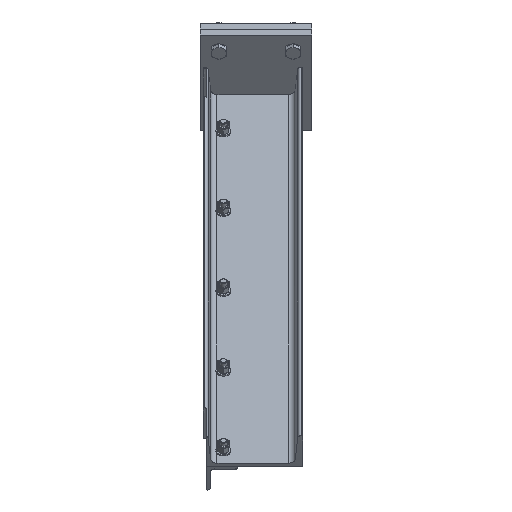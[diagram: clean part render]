
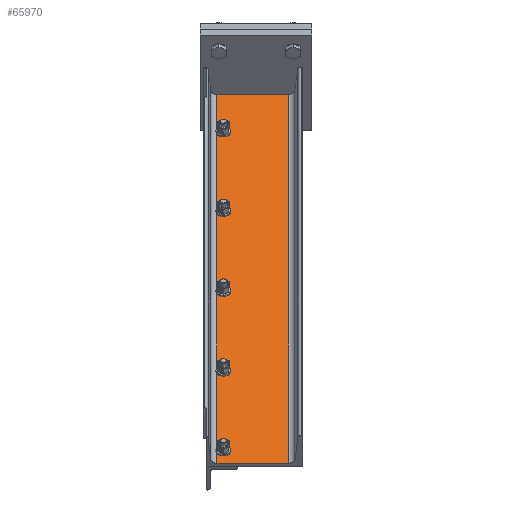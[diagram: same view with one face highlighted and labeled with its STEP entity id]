
A CAD part, left-side view. The second image highlights one B-rep face of the part: STEP entity #65970.
In plain terms, the highlighted face is planar.
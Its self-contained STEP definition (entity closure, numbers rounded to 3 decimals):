
#58070=CARTESIAN_POINT('',(-25.,-47.848,0.));
#58080=VERTEX_POINT('',#58070);
#58110=CARTESIAN_POINT('',(-25.,-47.848,0.));
#58120=DIRECTION('',(0.,1.,0.));
#58130=VECTOR('',#58120,115.696);
#58140=LINE('',#58110,#58130);
#58150=CARTESIAN_POINT('',(-25.,67.848,0.));
#58160=VERTEX_POINT('',#58150);
#58170=EDGE_CURVE('',#58080,#58160,#58140,.T.);
#60190=CARTESIAN_POINT('',(-25.,67.848,923.858));
#60200=VERTEX_POINT('',#60190);
#60230=CARTESIAN_POINT('',(-25.,-47.848,923.858));
#60240=DIRECTION('',(0.,1.,0.));
#60250=VECTOR('',#60240,115.696);
#60260=LINE('',#60230,#60250);
#60270=CARTESIAN_POINT('',(-25.,-47.848,923.858));
#60280=VERTEX_POINT('',#60270);
#60290=EDGE_CURVE('',#60280,#60200,#60260,.T.);
#64380=CARTESIAN_POINT('',(-25.,-47.848,-0.105));
#64390=DIRECTION('',(0.,0.,1.));
#64400=VECTOR('',#64390,1.);
#64410=LINE('',#64380,#64400);
#64420=EDGE_CURVE('',#58080,#60280,#64410,.T.);
#64500=CARTESIAN_POINT('',(-25.,-57.469,0.));
#64510=DIRECTION('',(1.,0.,0.));
#64520=DIRECTION('',(0.,1.,0.));
#64530=AXIS2_PLACEMENT_3D('',#64500,#64510,#64520);
#64540=PLANE('',#64530);
#64550=CARTESIAN_POINT('',(-25.,67.848,0.));
#64560=DIRECTION('',(0.,0.,1.));
#64570=VECTOR('',#64560,923.858);
#64580=LINE('',#64550,#64570);
#64590=EDGE_CURVE('',#58160,#60200,#64580,.T.);
#64600=ORIENTED_EDGE('',*,*,#64590,.T.);
#64610=ORIENTED_EDGE('',*,*,#58170,.T.);
#64620=ORIENTED_EDGE('',*,*,#64420,.F.);
#64630=ORIENTED_EDGE('',*,*,#60290,.F.);
#64640=EDGE_LOOP('',(#64630,#64620,#64610,#64600));
#64650=FACE_OUTER_BOUND('',#64640,.T.);
#64660=CARTESIAN_POINT('',(-25.,57.5,893.679)
);
#64670=DIRECTION('',(1.,0.,
0.));
#64680=DIRECTION('',(0.,0.,
1.));
#64690=AXIS2_PLACEMENT_3D('',#64660,#64670,#64680);
#64700=CIRCLE('',#64690,6.5);
#64710=CARTESIAN_POINT('',(-25.,57.5,
900.179));
#64720=VERTEX_POINT('',#64710);
#64730=CARTESIAN_POINT('',(-25.,57.5,
887.179));
#64740=VERTEX_POINT('',#64730);
#64750=EDGE_CURVE('',#64720,#64740,#64700,.T.);
#64760=ORIENTED_EDGE('',*,*,#64750,.F.);
#64770=EDGE_CURVE('',#64740,#64720,#64700,.T.);
#64780=ORIENTED_EDGE('',*,*,#64770,.F.);
#64790=EDGE_LOOP('',(#64780,#64760));
#64800=FACE_BOUND('',#64790,.T.);
#64810=CARTESIAN_POINT('',(-25.,57.5,693.679
));
#64820=DIRECTION('',(1.,0.,
0.));
#64830=DIRECTION('',(0.,0.,
1.));
#64840=AXIS2_PLACEMENT_3D('',#64810,#64820,#64830);
#64850=CIRCLE('',#64840,6.5);
#64860=CARTESIAN_POINT('',(-25.,57.5,700.179));
#64870=VERTEX_POINT('',#64860);
#64880=CARTESIAN_POINT('',(-25.,57.5,687.179));
#64890=VERTEX_POINT('',#64880);
#64900=EDGE_CURVE('',#64870,#64890,#64850,.T.);
#64910=ORIENTED_EDGE('',*,*,#64900,.F.);
#64920=CARTESIAN_POINT('',(-25.,57.5,687.179));
#64930=CARTESIAN_POINT('',(-25.,58.266,687.179));
#64940=CARTESIAN_POINT('',(-25.,59.921,687.456));
#64950=CARTESIAN_POINT('',(-25.,62.234,688.947));
#64960=CARTESIAN_POINT('',(-25.,63.473,690.869));
#64970=CARTESIAN_POINT('',(-25.,63.931,692.505));
#64980=CARTESIAN_POINT('',(-25.,64.034,693.679));
#64990=CARTESIAN_POINT('',(-25.,63.931,694.853));
#65000=CARTESIAN_POINT('',(-25.,63.473,696.489));
#65010=CARTESIAN_POINT('',(-25.,62.234,698.411));
#65020=CARTESIAN_POINT('',(-25.,59.921,699.902));
#65030=CARTESIAN_POINT('',(-25.,58.266,700.179));
#65040=CARTESIAN_POINT('',(-25.,57.5,700.179));
#65050=B_SPLINE_CURVE_WITH_KNOTS('',3,(#64920,#64930,#64940,#64950,
#64960,#64970,#64980,#64990,#65000,#65010,#65020,#65030,#65040),
.UNSPECIFIED.,.F.,.F.,(4,1,1,1,1,1,1,1,1,1,4),(0.,0.125,0.25,0.375,
0.438,0.5,0.563,0.625,0.75,0.875,1.),.UNSPECIFIED.);
#65060=EDGE_CURVE('',#64890,#64870,#65050,.T.);
#65070=ORIENTED_EDGE('',*,*,#65060,.F.);
#65080=EDGE_LOOP('',(#65070,#64910));
#65090=FACE_BOUND('',#65080,.T.);
#65100=CARTESIAN_POINT('',(-25.,57.5,493.679
));
#65110=DIRECTION('',(1.,0.,
0.));
#65120=DIRECTION('',(0.,0.,
1.));
#65130=AXIS2_PLACEMENT_3D('',#65100,#65110,#65120);
#65140=CIRCLE('',#65130,6.5);
#65150=CARTESIAN_POINT('',(-25.,57.5,
500.179));
#65160=VERTEX_POINT('',#65150);
#65170=CARTESIAN_POINT('',(-25.,57.5,
487.179));
#65180=VERTEX_POINT('',#65170);
#65190=EDGE_CURVE('',#65160,#65180,#65140,.T.);
#65200=ORIENTED_EDGE('',*,*,#65190,.F.);
#65210=CARTESIAN_POINT('',(-25.,57.5,487.179));
#65220=CARTESIAN_POINT('',(-25.,58.266,487.179));
#65230=CARTESIAN_POINT('',(-25.,59.921,487.456));
#65240=CARTESIAN_POINT('',(-25.,62.234,488.947));
#65250=CARTESIAN_POINT('',(-25.,63.473,490.869));
#65260=CARTESIAN_POINT('',(-25.,63.931,492.505));
#65270=CARTESIAN_POINT('',(-25.,64.034,493.679));
#65280=CARTESIAN_POINT('',(-25.,63.931,494.853));
#65290=CARTESIAN_POINT('',(-25.,63.473,496.489));
#65300=CARTESIAN_POINT('',(-25.,62.234,498.411));
#65310=CARTESIAN_POINT('',(-25.,59.921,499.902));
#65320=CARTESIAN_POINT('',(-25.,58.266,500.179));
#65330=CARTESIAN_POINT('',(-25.,57.5,500.179));
#65340=B_SPLINE_CURVE_WITH_KNOTS('',3,(#65210,#65220,#65230,#65240,
#65250,#65260,#65270,#65280,#65290,#65300,#65310,#65320,#65330),
.UNSPECIFIED.,.F.,.F.,(4,1,1,1,1,1,1,1,1,1,4),(0.,0.125,0.25,0.375,
0.438,0.5,0.563,0.625,0.75,0.875,1.),.UNSPECIFIED.);
#65350=EDGE_CURVE('',#65180,#65160,#65340,.T.);
#65360=ORIENTED_EDGE('',*,*,#65350,.F.);
#65370=EDGE_LOOP('',(#65360,#65200));
#65380=FACE_BOUND('',#65370,.T.);
#65390=CARTESIAN_POINT('',(-25.,57.5,293.679
));
#65400=DIRECTION('',(1.,0.,
0.));
#65410=DIRECTION('',(0.,0.,
1.));
#65420=AXIS2_PLACEMENT_3D('',#65390,#65400,#65410);
#65430=CIRCLE('',#65420,6.5);
#65440=CARTESIAN_POINT('',(-25.,57.5,
300.179));
#65450=VERTEX_POINT('',#65440);
#65460=CARTESIAN_POINT('',(-25.,57.5,
287.179));
#65470=VERTEX_POINT('',#65460);
#65480=EDGE_CURVE('',#65450,#65470,#65430,.T.);
#65490=ORIENTED_EDGE('',*,*,#65480,.F.);
#65500=CARTESIAN_POINT('',(-25.,57.5,287.179));
#65510=CARTESIAN_POINT('',(-25.,58.266,287.179));
#65520=CARTESIAN_POINT('',(-25.,59.921,287.456));
#65530=CARTESIAN_POINT('',(-25.,62.234,288.947));
#65540=CARTESIAN_POINT('',(-25.,63.473,290.869));
#65550=CARTESIAN_POINT('',(-25.,63.931,292.505));
#65560=CARTESIAN_POINT('',(-25.,64.034,293.679));
#65570=CARTESIAN_POINT('',(-25.,63.931,294.853));
#65580=CARTESIAN_POINT('',(-25.,63.473,296.489));
#65590=CARTESIAN_POINT('',(-25.,62.234,298.411));
#65600=CARTESIAN_POINT('',(-25.,59.921,299.902));
#65610=CARTESIAN_POINT('',(-25.,58.266,300.179));
#65620=CARTESIAN_POINT('',(-25.,57.5,300.179));
#65630=B_SPLINE_CURVE_WITH_KNOTS('',3,(#65500,#65510,#65520,#65530,
#65540,#65550,#65560,#65570,#65580,#65590,#65600,#65610,#65620),
.UNSPECIFIED.,.F.,.F.,(4,1,1,1,1,1,1,1,1,1,4),(0.,0.125,0.25,0.375,
0.438,0.5,0.563,0.625,0.75,0.875,1.),.UNSPECIFIED.);
#65640=EDGE_CURVE('',#65470,#65450,#65630,.T.);
#65650=ORIENTED_EDGE('',*,*,#65640,.F.);
#65660=EDGE_LOOP('',(#65650,#65490));
#65670=FACE_BOUND('',#65660,.T.);
#65680=CARTESIAN_POINT('',(-25.,57.5,93.679
));
#65690=DIRECTION('',(1.,0.,
0.));
#65700=DIRECTION('',(0.,0.,
1.));
#65710=AXIS2_PLACEMENT_3D('',#65680,#65690,#65700);
#65720=CIRCLE('',#65710,6.5);
#65730=CARTESIAN_POINT('',(-25.,57.5,
100.179));
#65740=VERTEX_POINT('',#65730);
#65750=CARTESIAN_POINT('',(-25.,57.5,
87.179));
#65760=VERTEX_POINT('',#65750);
#65770=EDGE_CURVE('',#65740,#65760,#65720,.T.);
#65780=ORIENTED_EDGE('',*,*,#65770,.F.);
#65790=CARTESIAN_POINT('',(-25.,57.5,87.179));
#65800=CARTESIAN_POINT('',(-25.,58.266,87.179));
#65810=CARTESIAN_POINT('',(-25.,59.921,87.456));
#65820=CARTESIAN_POINT('',(-25.,62.234,88.947));
#65830=CARTESIAN_POINT('',(-25.,63.473,90.869));
#65840=CARTESIAN_POINT('',(-25.,63.931,92.505));
#65850=CARTESIAN_POINT('',(-25.,64.034,93.679));
#65860=CARTESIAN_POINT('',(-25.,63.931,94.853));
#65870=CARTESIAN_POINT('',(-25.,63.473,96.489));
#65880=CARTESIAN_POINT('',(-25.,62.234,98.411));
#65890=CARTESIAN_POINT('',(-25.,59.921,99.902));
#65900=CARTESIAN_POINT('',(-25.,58.266,100.179));
#65910=CARTESIAN_POINT('',(-25.,57.5,100.179));
#65920=B_SPLINE_CURVE_WITH_KNOTS('',3,(#65790,#65800,#65810,#65820,
#65830,#65840,#65850,#65860,#65870,#65880,#65890,#65900,#65910),
.UNSPECIFIED.,.F.,.F.,(4,1,1,1,1,1,1,1,1,1,4),(0.,0.125,0.25,0.375,
0.438,0.5,0.563,0.625,0.75,0.875,1.),.UNSPECIFIED.);
#65930=EDGE_CURVE('',#65760,#65740,#65920,.T.);
#65940=ORIENTED_EDGE('',*,*,#65930,.F.);
#65950=EDGE_LOOP('',(#65940,#65780));
#65960=FACE_BOUND('',#65950,.T.);
#65970=ADVANCED_FACE('',(#64650,#64800,#65090,#65380,#65670,#65960),
#64540,.T.);
